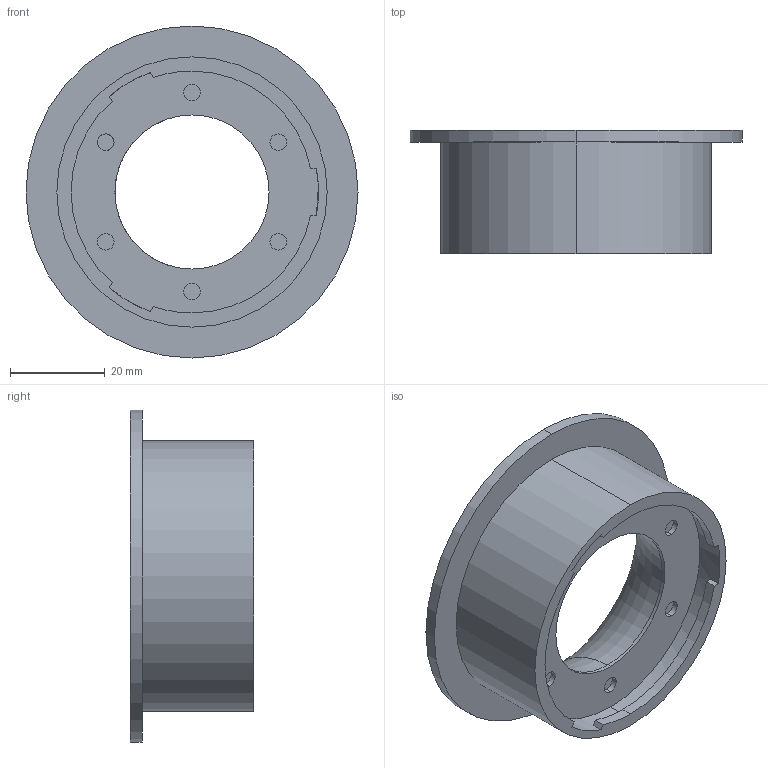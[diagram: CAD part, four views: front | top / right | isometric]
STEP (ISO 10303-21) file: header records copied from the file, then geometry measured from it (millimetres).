
FILE_DESCRIPTION(('CATIA V5 STEP Exchange'),'2;1');
FILE_NAME('AJA003-06-009-RINGD.stp','2025-12-18T09:00:34+00:00',('none'),('none'),'CATIA Version 5-6 Release 2018','CATIA V5 STEP AP203','none');
FILE_SCHEMA(('CONFIG_CONTROL_DESIGN'));
Length unit declared in the file: millimetre
Products named in the file (1): c
Bounding box: 70 x 26 x 70 mm (x, y, z)
Volume: 28839.8 mm3; surface area: 13549.8 mm2
Topology: 1 solids, 1 shells, 45 faces, 104 edges, 68 vertices
Faces by surface type: cylinder 25, plane 18, torus 2
Entity records: 1358 total; most frequent: CARTESIAN_POINT 297, ORIENTED_EDGE 208, DIRECTION 188, EDGE_CURVE 104, AXIS2_PLACEMENT_3D 98, VERTEX_POINT 68, EDGE_LOOP 54, CIRCLE 52
